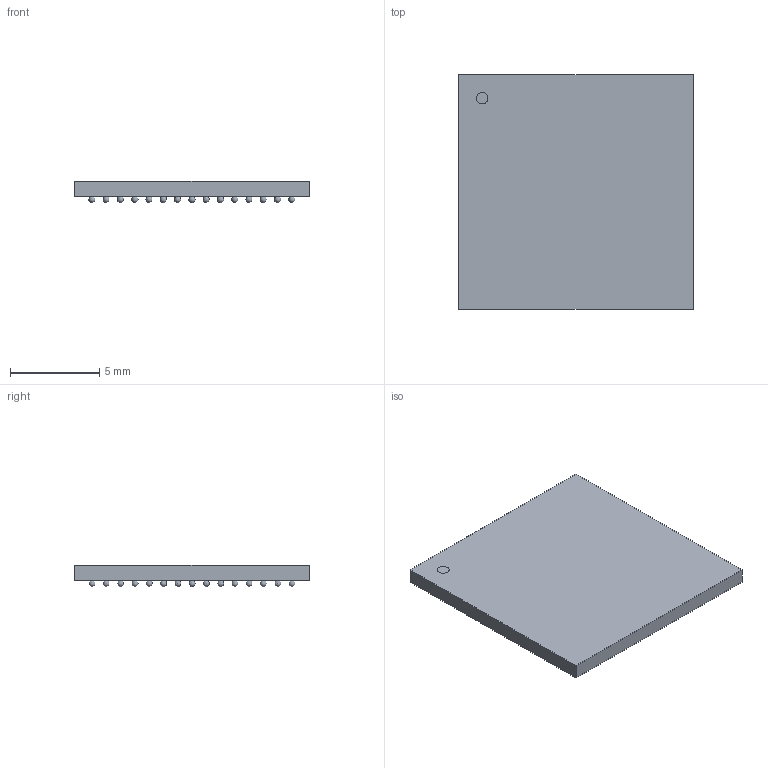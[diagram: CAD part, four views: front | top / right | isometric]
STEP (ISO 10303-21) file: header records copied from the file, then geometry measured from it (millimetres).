
FILE_DESCRIPTION(('STEP AP214'),'1');
FILE_NAME('TFBGA225_13X13_STM','2025-10-12T07:04:44',(''),(''),'','','');
FILE_SCHEMA(('AUTOMOTIVE_DESIGN'));
Length unit declared in the file: millimetre
Products named in the file (1): product
Bounding box: 13.15 x 13.15 x 1.2 mm (x, y, z)
Volume: 156.7 mm3; surface area: 569.7 mm2
Topology: 452 solids, 452 shells, 459 faces, 1365 edges, 910 vertices
Faces by surface type: sphere 450, plane 8, cylinder 1
Full cylindrical faces by diameter (mm): 0.658 x1
Entity records: 4423 total; most frequent: DIRECTION 938, CARTESIAN_POINT 473, AXIS2_PLACEMENT_3D 463, STYLED_ITEM 459, ADVANCED_FACE 459, MANIFOLD_SOLID_BREP 452, CLOSED_SHELL 452, SPHERICAL_SURFACE 450
